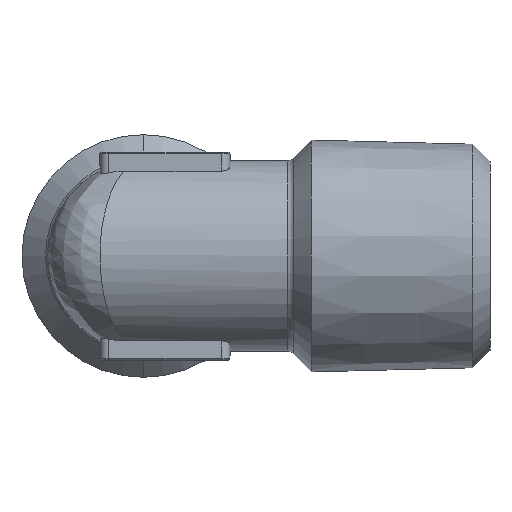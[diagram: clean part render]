
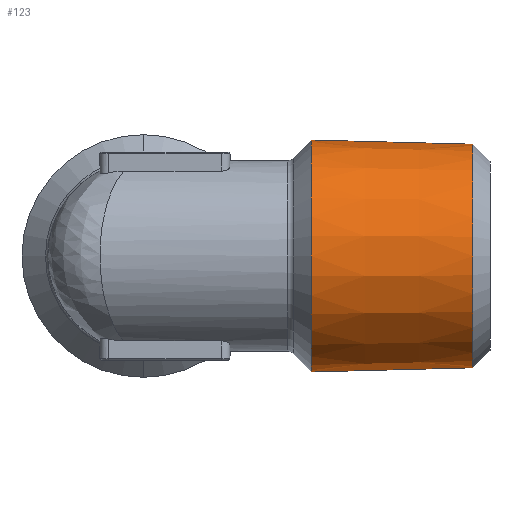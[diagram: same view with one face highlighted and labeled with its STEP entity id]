
A CAD part, left-side view. The second image highlights one B-rep face of the part: STEP entity #123.
In plain terms, the highlighted conical face has half-angle 1.47 degrees and reference radius 6.707 mm.
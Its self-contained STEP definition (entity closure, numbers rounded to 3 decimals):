
#120 = EDGE_LOOP ( 'NONE', ( #132, #134, #130, #126 ) ) ;
#123 = ADVANCED_FACE ( 'NONE', ( #1110 ), #1115, .T. ) ;
#126 = ORIENTED_EDGE ( 'NONE', *, *, #614, .F. ) ;
#129 = EDGE_CURVE ( 'NONE', #1292, #370, #1171, .T. ) ;
#130 = ORIENTED_EDGE ( 'NONE', *, *, #1327, .T. ) ;
#132 = ORIENTED_EDGE ( 'NONE', *, *, #1338, .F. ) ;
#134 = ORIENTED_EDGE ( 'NONE', *, *, #129, .F. ) ;
#370 = VERTEX_POINT ( 'NONE', #2303 ) ;
#614 = EDGE_CURVE ( 'NONE', #1297, #1326, #2806, .T. ) ;
#1018 = DIRECTION ( 'NONE',  ( 0., 0., 1. ) ) ;
#1110 = FACE_OUTER_BOUND ( 'NONE', #120, .T. ) ;
#1113 = DIRECTION ( 'NONE',  ( 0., 1., 0. ) ) ;
#1114 = AXIS2_PLACEMENT_3D ( 'NONE', #1119, #1113, #1018 ) ;
#1115 = CONICAL_SURFACE ( 'NONE', #1114, 6.707, 0.026 ) ;
#1119 = CARTESIAN_POINT ( 'NONE',  ( 0., -9., 0. ) ) ;
#1162 = DIRECTION ( 'NONE',  ( 0., -1., 0. ) ) ;
#1163 = CARTESIAN_POINT ( 'NONE',  ( 0., -19., 0. ) ) ;
#1164 = AXIS2_PLACEMENT_3D ( 'NONE', #1163, #1162, #1165 ) ;
#1165 = DIRECTION ( 'NONE',  ( 0., 0., -1. ) ) ;
#1171 = CIRCLE ( 'NONE', #1164, 6.45 ) ;
#1292 = VERTEX_POINT ( 'NONE', #1957 ) ;
#1297 = VERTEX_POINT ( 'NONE', #2041 ) ;
#1326 = VERTEX_POINT ( 'NONE', #2052 ) ;
#1327 = EDGE_CURVE ( 'NONE', #1292, #1326, #1899, .T. ) ;
#1338 = EDGE_CURVE ( 'NONE', #370, #1297, #2082, .T. ) ;
#1896 = DIRECTION ( 'NONE',  ( 0., 1., 0.026 ) ) ;
#1897 = VECTOR ( 'NONE', #1896, 1000. ) ;
#1898 = CARTESIAN_POINT ( 'NONE',  ( 0., -9., 6.707 ) ) ;
#1899 = LINE ( 'NONE', #1898, #1897 ) ;
#1957 = CARTESIAN_POINT ( 'NONE',  ( 0., -19., 6.45 ) ) ;
#2041 = CARTESIAN_POINT ( 'NONE',  ( 0., -9.689, -6.689 ) ) ;
#2052 = CARTESIAN_POINT ( 'NONE',  ( 0., -9.689, 6.689 ) ) ;
#2070 = CARTESIAN_POINT ( 'NONE',  ( 0., -9., -6.707 ) ) ;
#2077 = VECTOR ( 'NONE', #2096, 1000. ) ;
#2082 = LINE ( 'NONE', #2070, #2077 ) ;
#2096 = DIRECTION ( 'NONE',  ( 0., 1., -0.026 ) ) ;
#2100 = DIRECTION ( 'NONE',  ( 0., 0., 1. ) ) ;
#2101 = DIRECTION ( 'NONE',  ( 0., 1., 0. ) ) ;
#2303 = CARTESIAN_POINT ( 'NONE',  ( 0., -19., -6.45 ) ) ;
#2805 = AXIS2_PLACEMENT_3D ( 'NONE', #2807, #2101, #2100 ) ;
#2806 = CIRCLE ( 'NONE', #2805, 6.689 ) ;
#2807 = CARTESIAN_POINT ( 'NONE',  ( 0., -9.689, 0. ) ) ;
